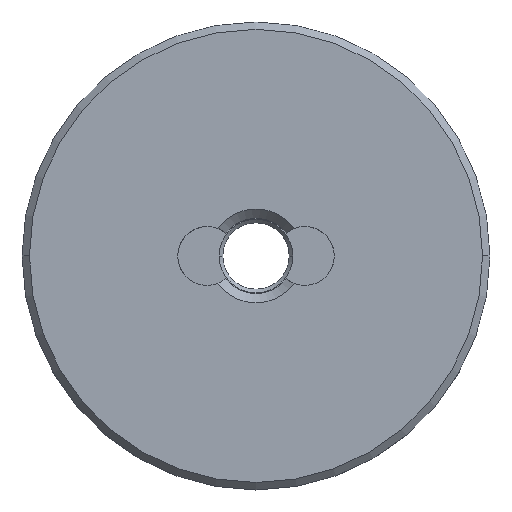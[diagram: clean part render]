
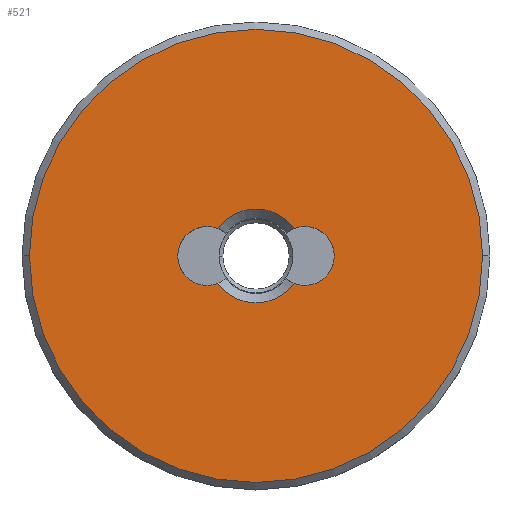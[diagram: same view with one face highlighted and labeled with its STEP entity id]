
A CAD part, top view. The second image highlights one B-rep face of the part: STEP entity #521.
In plain terms, the highlighted planar face has unit normal (0, 0, 1).
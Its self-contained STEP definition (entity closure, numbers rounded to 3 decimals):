
#2 = AXIS2_PLACEMENT_3D ( 'NONE', #662, #394, #171 ) ;
#31 = VERTEX_POINT ( 'NONE', #98 ) ;
#33 = CARTESIAN_POINT ( 'NONE',  ( 0., 0., 2.2 ) ) ;
#47 = AXIS2_PLACEMENT_3D ( 'NONE', #104, #440, #111 ) ;
#56 = CARTESIAN_POINT ( 'NONE',  ( 0., 0., 2.2 ) ) ;
#58 = CIRCLE ( 'NONE', #309, 0.8 ) ;
#63 = DIRECTION ( 'NONE',  ( 0., 0., -1. ) ) ;
#91 = FACE_BOUND ( 'NONE', #450, .T. ) ;
#98 = CARTESIAN_POINT ( 'NONE',  ( 1.034, 0.745, 2.2 ) ) ;
#100 = EDGE_CURVE ( 'NONE', #416, #196, #58, .T. ) ;
#104 = CARTESIAN_POINT ( 'NONE',  ( 0., 0., 2.2 ) ) ;
#111 = DIRECTION ( 'NONE',  ( 1., 0., 0. ) ) ;
#114 = AXIS2_PLACEMENT_3D ( 'NONE', #495, #275, #594 ) ;
#125 = AXIS2_PLACEMENT_3D ( 'NONE', #279, #326, #549 ) ;
#135 = CARTESIAN_POINT ( 'NONE',  ( -6.15, 0., 2.2 ) ) ;
#166 = EDGE_CURVE ( 'NONE', #328, #292, #543, .T. ) ;
#171 = DIRECTION ( 'NONE',  ( 1., 0., 0. ) ) ;
#196 = VERTEX_POINT ( 'NONE', #604 ) ;
#202 = CARTESIAN_POINT ( 'NONE',  ( 1.034, -0.745, 2.2 ) ) ;
#204 = CIRCLE ( 'NONE', #696, 1.275 ) ;
#212 = DIRECTION ( 'NONE',  ( 1., 0., 0. ) ) ;
#237 = ORIENTED_EDGE ( 'NONE', *, *, #166, .T. ) ;
#256 = CARTESIAN_POINT ( 'NONE',  ( 0., 0., 2.2 ) ) ;
#262 = ORIENTED_EDGE ( 'NONE', *, *, #651, .T. ) ;
#269 = AXIS2_PLACEMENT_3D ( 'NONE', #33, #415, #636 ) ;
#275 = DIRECTION ( 'NONE',  ( 0., 0., 1. ) ) ;
#278 = ORIENTED_EDGE ( 'NONE', *, *, #576, .F. ) ;
#279 = CARTESIAN_POINT ( 'NONE',  ( 1.325, 0., 2.2 ) ) ;
#292 = VERTEX_POINT ( 'NONE', #628 ) ;
#309 = AXIS2_PLACEMENT_3D ( 'NONE', #418, #702, #639 ) ;
#311 = CIRCLE ( 'NONE', #47, 6.15 ) ;
#322 = CIRCLE ( 'NONE', #114, 0.8 ) ;
#326 = DIRECTION ( 'NONE',  ( 0., 0., 1. ) ) ;
#328 = VERTEX_POINT ( 'NONE', #135 ) ;
#338 = DIRECTION ( 'NONE',  ( 1., 0., 0. ) ) ;
#365 = VERTEX_POINT ( 'NONE', #686 ) ;
#373 = EDGE_CURVE ( 'NONE', #416, #31, #204, .T. ) ;
#384 = ORIENTED_EDGE ( 'NONE', *, *, #635, .T. ) ;
#394 = DIRECTION ( 'NONE',  ( 0., 0., 1. ) ) ;
#415 = DIRECTION ( 'NONE',  ( 0., 0., 1. ) ) ;
#416 = VERTEX_POINT ( 'NONE', #649 ) ;
#418 = CARTESIAN_POINT ( 'NONE',  ( -1.325, 0., 2.2 ) ) ;
#432 = VERTEX_POINT ( 'NONE', #202 ) ;
#435 = CIRCLE ( 'NONE', #458, 1.275 ) ;
#440 = DIRECTION ( 'NONE',  ( 0., 0., 1. ) ) ;
#447 = CIRCLE ( 'NONE', #125, 0.8 ) ;
#450 = EDGE_LOOP ( 'NONE', ( #591, #384, #456, #535, #278 ) ) ;
#456 = ORIENTED_EDGE ( 'NONE', *, *, #100, .F. ) ;
#458 = AXIS2_PLACEMENT_3D ( 'NONE', #56, #63, #338 ) ;
#495 = CARTESIAN_POINT ( 'NONE',  ( 1.325, 0., 2.2 ) ) ;
#521 = ADVANCED_FACE ( 'NONE', ( #91, #698 ), #646, .T. ) ;
#535 = ORIENTED_EDGE ( 'NONE', *, *, #373, .T. ) ;
#541 = EDGE_CURVE ( 'NONE', #432, #365, #447, .T. ) ;
#543 = CIRCLE ( 'NONE', #2, 6.15 ) ;
#549 = DIRECTION ( 'NONE',  ( -1., 0., 0. ) ) ;
#576 = EDGE_CURVE ( 'NONE', #365, #31, #322, .T. ) ;
#591 = ORIENTED_EDGE ( 'NONE', *, *, #541, .F. ) ;
#594 = DIRECTION ( 'NONE',  ( -1., 0., 0. ) ) ;
#604 = CARTESIAN_POINT ( 'NONE',  ( -1.034, -0.745, 2.2 ) ) ;
#628 = CARTESIAN_POINT ( 'NONE',  ( 6.15, 0., 2.2 ) ) ;
#635 = EDGE_CURVE ( 'NONE', #432, #196, #435, .T. ) ;
#636 = DIRECTION ( 'NONE',  ( 1., 0., 0. ) ) ;
#639 = DIRECTION ( 'NONE',  ( 1., 0., 0. ) ) ;
#646 = PLANE ( 'NONE',  #269 ) ;
#649 = CARTESIAN_POINT ( 'NONE',  ( -1.034, 0.745, 2.2 ) ) ;
#651 = EDGE_CURVE ( 'NONE', #292, #328, #311, .T. ) ;
#662 = CARTESIAN_POINT ( 'NONE',  ( 0., 0., 2.2 ) ) ;
#677 = EDGE_LOOP ( 'NONE', ( #237, #262 ) ) ;
#686 = CARTESIAN_POINT ( 'NONE',  ( 2.125, 0., 2.2 ) ) ;
#692 = DIRECTION ( 'NONE',  ( 0., 0., -1. ) ) ;
#696 = AXIS2_PLACEMENT_3D ( 'NONE', #256, #692, #212 ) ;
#698 = FACE_OUTER_BOUND ( 'NONE', #677, .T. ) ;
#702 = DIRECTION ( 'NONE',  ( 0., 0., 1. ) ) ;
